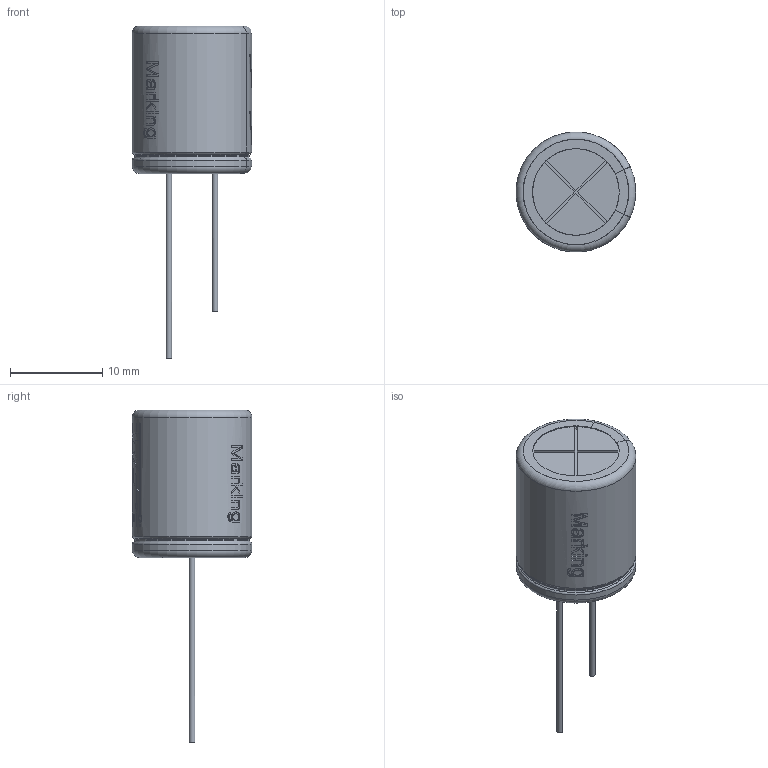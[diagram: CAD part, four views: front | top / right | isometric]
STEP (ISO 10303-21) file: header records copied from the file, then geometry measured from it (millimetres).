
FILE_DESCRIPTION(/* description */ ('Unknown','CAx-IF Rec.Pracs.---Representation and Presentation of Product Manufacturing Information (PMI)---4.0---2014-10-13','CAx-IF Rec.Pracs.---3D Tessellated Geometry---0.4---2014-09-14','2;1'),/* implementation_level */ '2;1');
FILE_NAME(/* name */ 'CP_Wurth_WCAP-ATUL-P5D13L16',/* time_stamp */ '2024-12-19T16:32:26+08:00',/* author */ ('Unknown'),/* organization */ ('Unknown'),/* preprocessor_version */ 'ST-DEVELOPER v16.7',/* originating_system */ 'Solid Edge',/* authorisation */ 'Unknown');
FILE_SCHEMA (('AP242_MANAGED_MODEL_BASED_3D_ENGINEERING_MIM_LF { 1 0 10303 442 1 1 4 }'));
Length unit declared in the file: millimetre
Products named in the file (2): CP_Wurth_WCAP-ATUL-P5D13L16
Assembly tree (1 placements, depth 2):
  CP_Wurth_WCAP-ATUL-P5D13L16
    CP_Wurth_WCAP-ATUL-P5D13L16
Bounding box: 12.97 x 12.98 x 36 mm (x, y, z)
Volume: 2080.6 mm3; surface area: 2685.9 mm2
Topology: 3 solids, 3 shells, 518 faces, 1312 edges, 869 vertices
Faces by surface type: plane 317, cylinder 102, bspline 73, torus 24, sphere 2
Full cylindrical faces by diameter (mm): 0.6 x2, 1.444 x1, 1.806 x1, 2.889 x1, 3.25 x1, 7.222 x1, 7.583 x1, 8.667 x1, 9.028 x1, 9.389 x2, 10.761 x1, 11.446 x1, 12.247 x1, 12.267 x1, 12.78 x2, 12.8 x2
Entity records: 24665 total; most frequent: CARTESIAN_POINT 8868, ORIENTED_EDGE 2534, DIRECTION 2379, EDGE_CURVE 1267, VERTEX_POINT 865, AXIS2_PLACEMENT_3D 858, LINE 663, VECTOR 663
